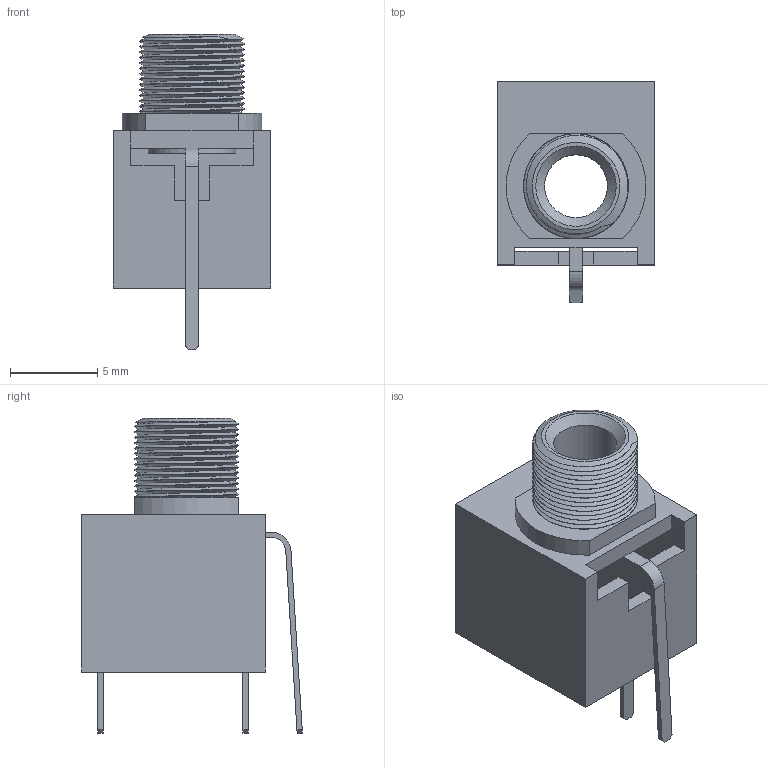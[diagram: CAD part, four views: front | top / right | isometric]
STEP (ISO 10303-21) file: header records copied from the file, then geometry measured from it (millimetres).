
FILE_DESCRIPTION(('FreeCAD Model'),'2;1');
FILE_NAME('Open CASCADE Shape Model','2025-11-14T17:51:48',('Author'),( ''),'Open CASCADE STEP processor 7.7','FreeCAD','Unknown');
FILE_SCHEMA(('AUTOMOTIVE_DESIGN { 1 0 10303 214 1 1 1 1 }'));
Length unit declared in the file: millimetre
Products named in the file (3): Unnamed; Chasis; Body
Assembly tree (2 placements, depth 2):
  Unnamed
    Chasis
    Body
Bounding box: 9 x 12.63 x 18.02 mm (x, y, z)
Surface area: 1078.3 mm2 (no closed solid volume)
Topology: 0 solids, 6 shells, 61 faces, 168 edges, 114 vertices
Faces by surface type: plane 49, cylinder 8, bspline 2, cone 2
Full cylindrical faces by diameter (mm): 3.6 x1, 3.966 x1
Entity records: 3545 total; most frequent: CARTESIAN_POINT 1896, ORIENTED_EDGE 316, DIRECTION 304, EDGE_CURVE 168, LINE 130, VECTOR 130, VERTEX_POINT 114, AXIS2_PLACEMENT_3D 87
